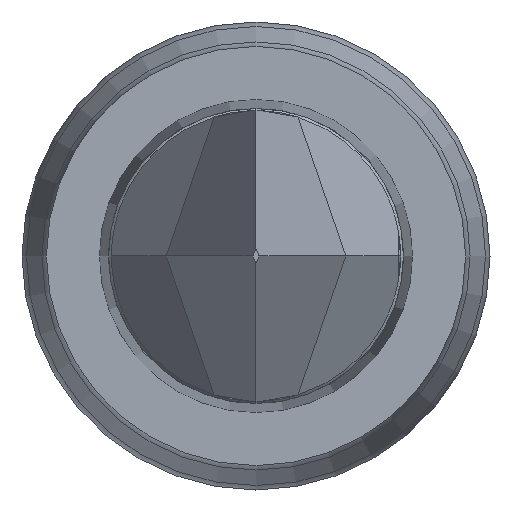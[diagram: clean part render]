
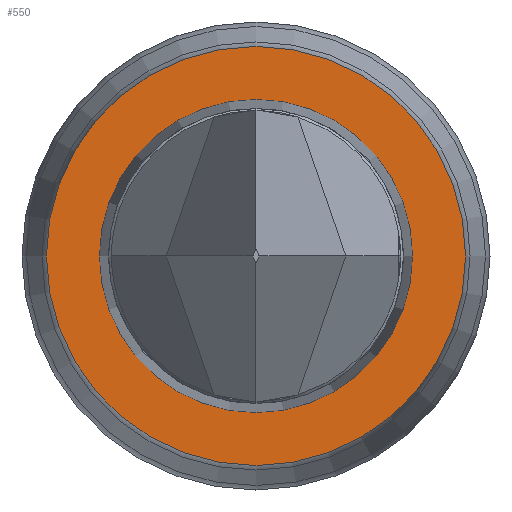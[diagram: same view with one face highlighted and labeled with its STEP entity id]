
A CAD part, left-side view. The second image highlights one B-rep face of the part: STEP entity #550.
In plain terms, the highlighted planar face has unit normal (-1, 0, 0).
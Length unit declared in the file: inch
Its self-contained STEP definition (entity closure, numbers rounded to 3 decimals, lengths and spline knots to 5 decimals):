
#21 = DIRECTION ( 'NONE',  ( 0., -1., 0. ) ) ;
#85 = FACE_OUTER_BOUND ( 'NONE', #420, .T. ) ;
#101 = ORIENTED_EDGE ( 'NONE', *, *, #278, .T. ) ;
#224 = AXIS2_PLACEMENT_3D ( 'NONE', #728, #325, #805 ) ;
#231 = AXIS2_PLACEMENT_3D ( 'NONE', #846, #703, #21 ) ;
#234 = FACE_BOUND ( 'NONE', #660, .T. ) ;
#278 = EDGE_CURVE ( 'NONE', #370, #370, #529, .T. ) ;
#282 = CARTESIAN_POINT ( 'NONE',  ( 0., 0., 0. ) ) ;
#325 = DIRECTION ( 'NONE',  ( -1., 0., 0. ) ) ;
#370 = VERTEX_POINT ( 'NONE', #545 ) ;
#420 = EDGE_LOOP ( 'NONE', ( #101 ) ) ;
#428 = EDGE_CURVE ( 'NONE', #570, #570, #848, .T. ) ;
#501 = ORIENTED_EDGE ( 'NONE', *, *, #428, .F. ) ;
#529 = CIRCLE ( 'NONE', #224, 0.018 ) ;
#545 = CARTESIAN_POINT ( 'NONE',  ( 0., -0.018, 0. ) ) ;
#550 = ADVANCED_FACE ( 'NONE', ( #234, #85 ), #629, .T. ) ;
#570 = VERTEX_POINT ( 'NONE', #813 ) ;
#629 = PLANE ( 'NONE',  #231 ) ;
#660 = EDGE_LOOP ( 'NONE', ( #501 ) ) ;
#703 = DIRECTION ( 'NONE',  ( -1., 0., 0. ) ) ;
#728 = CARTESIAN_POINT ( 'NONE',  ( 0., 0., 0. ) ) ;
#759 = DIRECTION ( 'NONE',  ( -1., 0., 0. ) ) ;
#803 = AXIS2_PLACEMENT_3D ( 'NONE', #282, #759, #825 ) ;
#805 = DIRECTION ( 'NONE',  ( 0., -1., 0. ) ) ;
#813 = CARTESIAN_POINT ( 'NONE',  ( 0., 0., 0.01344 ) ) ;
#825 = DIRECTION ( 'NONE',  ( 0., 0., 1. ) ) ;
#846 = CARTESIAN_POINT ( 'NONE',  ( 0., 0., 0.018 ) ) ;
#848 = CIRCLE ( 'NONE', #803, 0.01344 ) ;
